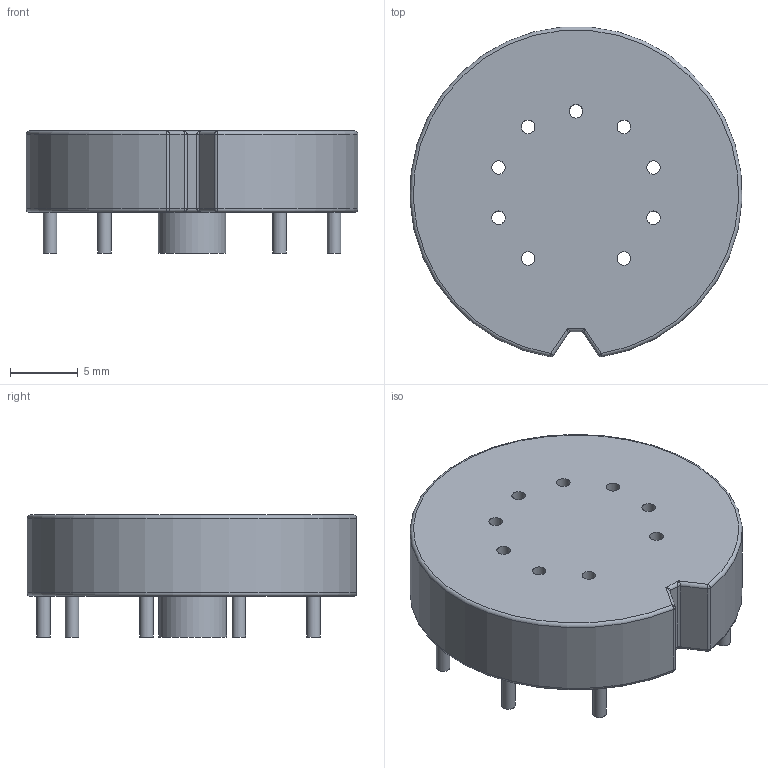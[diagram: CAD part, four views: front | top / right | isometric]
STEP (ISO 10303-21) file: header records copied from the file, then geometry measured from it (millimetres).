
FILE_DESCRIPTION(('FreeCAD Model'),'2;1');
FILE_NAME('Open CASCADE Shape Model','2022-12-11T12:52:18',('Author'),( ''),'Open CASCADE STEP processor 7.5','FreeCAD','Unknown');
FILE_SCHEMA(('AUTOMOTIVE_DESIGN { 1 0 10303 214 1 1 1 1 }'));
Length unit declared in the file: millimetre
Products named in the file (1): Body
Bounding box: 24.47 x 24.31 x 9 mm (x, y, z)
Volume: 2837.1 mm3; surface area: 1677.4 mm2
Topology: 1 solids, 1 shells, 55 faces, 113 edges, 62 vertices
Faces by surface type: cylinder 30, plane 15, bspline 8, torus 2
Full cylindrical faces by diameter (mm): 1 x18, 5 x1
Entity records: 3350 total; most frequent: CARTESIAN_POINT 1157, DIRECTION 403, ORIENTED_EDGE 210, PCURVE 210, DEFINITIONAL_REPRESENTATION 210, LINE 185, VECTOR 185, EDGE_CURVE 105
